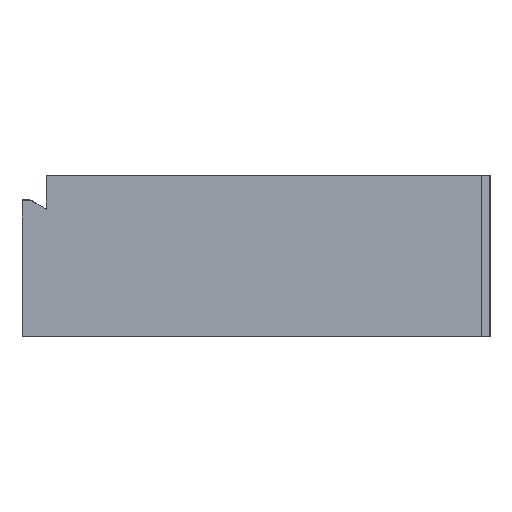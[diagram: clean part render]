
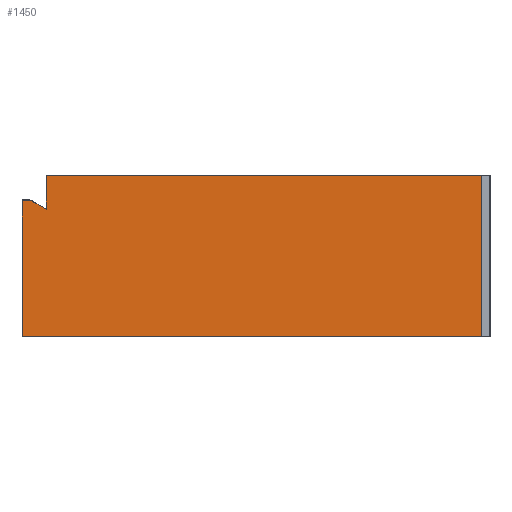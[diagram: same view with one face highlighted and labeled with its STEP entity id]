
A CAD part, left-side view. The second image highlights one B-rep face of the part: STEP entity #1450.
In plain terms, the highlighted planar face has unit normal (-1, 0, 0).
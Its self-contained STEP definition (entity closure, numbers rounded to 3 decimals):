
#288=PLANE('',#1587);
#349=FACE_OUTER_BOUND('',#416,.T.);
#416=EDGE_LOOP('',(#1337,#1338,#1339,#1340,#1341,#1342,#1343));
#437=LINE('',#2070,#558);
#441=LINE('',#2088,#562);
#486=LINE('',#2244,#607);
#536=LINE('',#2367,#657);
#537=LINE('',#2371,#658);
#541=LINE('',#2379,#662);
#542=LINE('',#2380,#663);
#558=VECTOR('',#1646,10.);
#562=VECTOR('',#1666,10.);
#607=VECTOR('',#1801,10.);
#657=VECTOR('',#1941,10.);
#658=VECTOR('',#1948,10.);
#662=VECTOR('',#1956,10.);
#663=VECTOR('',#1957,10.);
#723=VERTEX_POINT('',#2059);
#728=VERTEX_POINT('',#2068);
#733=VERTEX_POINT('',#2086);
#734=VERTEX_POINT('',#2087);
#826=VERTEX_POINT('',#2361);
#828=VERTEX_POINT('',#2365);
#830=VERTEX_POINT('',#2378);
#851=EDGE_CURVE('',#728,#723,#437,.T.);
#859=EDGE_CURVE('',#733,#734,#441,.T.);
#938=EDGE_CURVE('',#734,#723,#486,.T.);
#999=EDGE_CURVE('',#826,#828,#536,.T.);
#1001=EDGE_CURVE('',#828,#733,#537,.T.);
#1005=EDGE_CURVE('',#830,#728,#541,.T.);
#1006=EDGE_CURVE('',#826,#830,#542,.T.);
#1337=ORIENTED_EDGE('',*,*,#859,.T.);
#1338=ORIENTED_EDGE('',*,*,#938,.T.);
#1339=ORIENTED_EDGE('',*,*,#851,.F.);
#1340=ORIENTED_EDGE('',*,*,#1005,.F.);
#1341=ORIENTED_EDGE('',*,*,#1006,.F.);
#1342=ORIENTED_EDGE('',*,*,#999,.T.);
#1343=ORIENTED_EDGE('',*,*,#1001,.T.);
#1450=ADVANCED_FACE('',(#349),#288,.T.);
#1587=AXIS2_PLACEMENT_3D('',#2377,#1954,#1955);
#1646=DIRECTION('',(0.,1.,0.));
#1666=DIRECTION('',(0.,1.,0.));
#1801=DIRECTION('',(0.,0.,-1.));
#1941=DIRECTION('',(0.,0.,-1.));
#1948=DIRECTION('',(0.,0.866,0.5));
#1954=DIRECTION('center_axis',(-1.,0.,0.));
#1955=DIRECTION('ref_axis',(0.,0.,1.));
#1956=DIRECTION('',(0.,0.,-1.));
#1957=DIRECTION('',(0.,-1.,0.));
#2059=CARTESIAN_POINT('',(0.,58.,-20.));
#2068=CARTESIAN_POINT('',(0.,1.,-20.));
#2070=CARTESIAN_POINT('',(0.,1.,-20.));
#2086=CARTESIAN_POINT('',(0.,56.779,-3.173));
#2087=CARTESIAN_POINT('',(0.,58.,-3.173));
#2088=CARTESIAN_POINT('',(0.,58.,-3.173));
#2244=CARTESIAN_POINT('',(0.,58.,-18.));
#2361=CARTESIAN_POINT('',(0.,55.,0.));
#2365=CARTESIAN_POINT('',(0.,55.,-4.2));
#2367=CARTESIAN_POINT('',(0.,55.,0.));
#2371=CARTESIAN_POINT('',(0.,55.159,-4.108));
#2377=CARTESIAN_POINT('Origin',(0.,53.,0.));
#2378=CARTESIAN_POINT('',(0.,1.,0.));
#2379=CARTESIAN_POINT('',(0.,1.,-18.));
#2380=CARTESIAN_POINT('',(0.,52.,0.));
